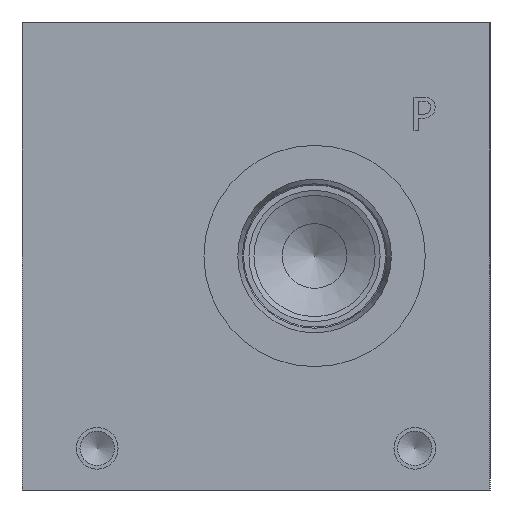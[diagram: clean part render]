
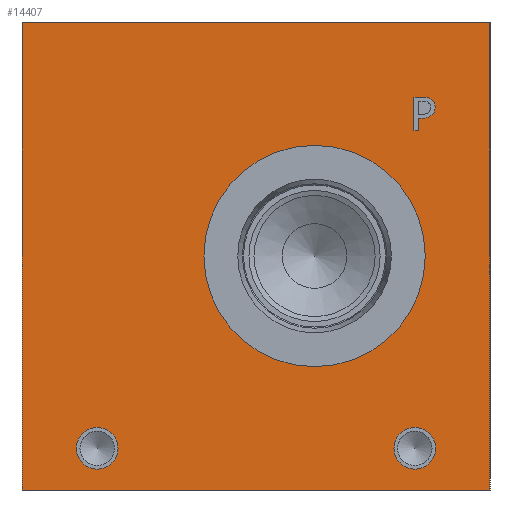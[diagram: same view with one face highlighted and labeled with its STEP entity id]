
A CAD part, left-side view. The second image highlights one B-rep face of the part: STEP entity #14407.
In plain terms, the highlighted planar face has unit normal (-1, 0, 0).
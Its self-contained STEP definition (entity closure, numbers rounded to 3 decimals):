
#192=CIRCLE('',#15197,3.962);
#193=CIRCLE('',#15198,3.962);
#194=CIRCLE('',#15199,3.962);
#195=CIRCLE('',#15200,3.962);
#196=CIRCLE('',#15201,21.019);
#197=CIRCLE('',#15202,21.019);
#579=FACE_BOUND('',#2160,.T.);
#580=FACE_BOUND('',#2161,.T.);
#581=FACE_BOUND('',#2162,.T.);
#582=FACE_BOUND('',#2163,.T.);
#712=B_SPLINE_CURVE_WITH_KNOTS('',2,(#19498,#19499,#19500,#19501),
 .UNSPECIFIED.,.F.,.F.,(3,1,3),(0.,1.,2.),.UNSPECIFIED.);
#714=B_SPLINE_CURVE_WITH_KNOTS('',2,(#19519,#19520,#19521,#19522),
 .UNSPECIFIED.,.F.,.F.,(3,1,3),(0.,1.,2.),.UNSPECIFIED.);
#716=B_SPLINE_CURVE_WITH_KNOTS('',2,(#19568,#19569,#19570,#19571),
 .UNSPECIFIED.,.F.,.F.,(3,1,3),(0.,1.,2.),.UNSPECIFIED.);
#718=B_SPLINE_CURVE_WITH_KNOTS('',2,(#19586,#19587,#19588,#19589),
 .UNSPECIFIED.,.F.,.F.,(3,1,3),(0.,1.,2.),.UNSPECIFIED.);
#1375=FACE_OUTER_BOUND('',#2159,.T.);
#2159=EDGE_LOOP('',(#9334,#9335,#9336,#9337));
#2160=EDGE_LOOP('',(#9338,#9339));
#2161=EDGE_LOOP('',(#9340,#9341));
#2162=EDGE_LOOP('',(#9342,#9343));
#2163=EDGE_LOOP('',(#9344,#9345,#9346,#9347,#9348,#9349,#9350,#9351,#9352));
#3081=LINE('',#19531,#4380);
#3084=LINE('',#19537,#4383);
#3087=LINE('',#19543,#4386);
#3090=LINE('',#19549,#4389);
#3093=LINE('',#19555,#4392);
#3097=LINE('',#19598,#4396);
#3098=LINE('',#19600,#4397);
#3099=LINE('',#19602,#4398);
#3100=LINE('',#19603,#4399);
#4380=VECTOR('',#16201,10.);
#4383=VECTOR('',#16206,10.);
#4386=VECTOR('',#16211,10.);
#4389=VECTOR('',#16216,10.);
#4392=VECTOR('',#16221,10.);
#4396=VECTOR('',#16229,10.);
#4397=VECTOR('',#16230,10.);
#4398=VECTOR('',#16231,10.);
#4399=VECTOR('',#16232,10.);
#5669=VERTEX_POINT('',#19496);
#5670=VERTEX_POINT('',#19497);
#5673=VERTEX_POINT('',#19518);
#5675=VERTEX_POINT('',#19530);
#5677=VERTEX_POINT('',#19536);
#5679=VERTEX_POINT('',#19542);
#5681=VERTEX_POINT('',#19548);
#5683=VERTEX_POINT('',#19554);
#5685=VERTEX_POINT('',#19567);
#5687=VERTEX_POINT('',#19596);
#5688=VERTEX_POINT('',#19597);
#5689=VERTEX_POINT('',#19599);
#5690=VERTEX_POINT('',#19601);
#5691=VERTEX_POINT('',#19604);
#5692=VERTEX_POINT('',#19605);
#5693=VERTEX_POINT('',#19608);
#5694=VERTEX_POINT('',#19609);
#5695=VERTEX_POINT('',#19612);
#5696=VERTEX_POINT('',#19613);
#7143=EDGE_CURVE('',#5669,#5670,#712,.T.);
#7147=EDGE_CURVE('',#5673,#5669,#714,.T.);
#7150=EDGE_CURVE('',#5675,#5673,#3081,.T.);
#7153=EDGE_CURVE('',#5677,#5675,#3084,.T.);
#7156=EDGE_CURVE('',#5679,#5677,#3087,.T.);
#7159=EDGE_CURVE('',#5681,#5679,#3090,.T.);
#7162=EDGE_CURVE('',#5683,#5681,#3093,.T.);
#7165=EDGE_CURVE('',#5685,#5683,#716,.T.);
#7168=EDGE_CURVE('',#5670,#5685,#718,.T.);
#7170=EDGE_CURVE('',#5687,#5688,#3097,.T.);
#7171=EDGE_CURVE('',#5688,#5689,#3098,.T.);
#7172=EDGE_CURVE('',#5690,#5689,#3099,.T.);
#7173=EDGE_CURVE('',#5687,#5690,#3100,.T.);
#7174=EDGE_CURVE('',#5691,#5692,#192,.T.);
#7175=EDGE_CURVE('',#5692,#5691,#193,.T.);
#7176=EDGE_CURVE('',#5693,#5694,#194,.T.);
#7177=EDGE_CURVE('',#5694,#5693,#195,.T.);
#7178=EDGE_CURVE('',#5695,#5696,#196,.T.);
#7179=EDGE_CURVE('',#5696,#5695,#197,.T.);
#9334=ORIENTED_EDGE('',*,*,#7170,.T.);
#9335=ORIENTED_EDGE('',*,*,#7171,.T.);
#9336=ORIENTED_EDGE('',*,*,#7172,.F.);
#9337=ORIENTED_EDGE('',*,*,#7173,.F.);
#9338=ORIENTED_EDGE('',*,*,#7174,.T.);
#9339=ORIENTED_EDGE('',*,*,#7175,.T.);
#9340=ORIENTED_EDGE('',*,*,#7176,.T.);
#9341=ORIENTED_EDGE('',*,*,#7177,.T.);
#9342=ORIENTED_EDGE('',*,*,#7178,.T.);
#9343=ORIENTED_EDGE('',*,*,#7179,.T.);
#9344=ORIENTED_EDGE('',*,*,#7143,.T.);
#9345=ORIENTED_EDGE('',*,*,#7168,.T.);
#9346=ORIENTED_EDGE('',*,*,#7165,.T.);
#9347=ORIENTED_EDGE('',*,*,#7162,.T.);
#9348=ORIENTED_EDGE('',*,*,#7159,.T.);
#9349=ORIENTED_EDGE('',*,*,#7156,.T.);
#9350=ORIENTED_EDGE('',*,*,#7153,.T.);
#9351=ORIENTED_EDGE('',*,*,#7150,.T.);
#9352=ORIENTED_EDGE('',*,*,#7147,.T.);
#13464=PLANE('',#15196);
#14407=ADVANCED_FACE('',(#1375,#579,#580,#581,#582),#13464,.T.);
#15196=AXIS2_PLACEMENT_3D('',#19595,#16227,#16228);
#15197=AXIS2_PLACEMENT_3D('',#19606,#16233,#16234);
#15198=AXIS2_PLACEMENT_3D('',#19607,#16235,#16236);
#15199=AXIS2_PLACEMENT_3D('',#19610,#16237,#16238);
#15200=AXIS2_PLACEMENT_3D('',#19611,#16239,#16240);
#15201=AXIS2_PLACEMENT_3D('',#19614,#16241,#16242);
#15202=AXIS2_PLACEMENT_3D('',#19615,#16243,#16244);
#16201=DIRECTION('',(0.,-1.,0.));
#16206=DIRECTION('',(0.,0.,1.));
#16211=DIRECTION('',(0.,1.,0.));
#16216=DIRECTION('',(0.,0.,-1.));
#16221=DIRECTION('',(0.,1.,0.));
#16227=DIRECTION('center_axis',(-1.,0.,0.));
#16228=DIRECTION('ref_axis',(0.,-1.,0.));
#16229=DIRECTION('',(0.,-1.,0.));
#16230=DIRECTION('',(0.,0.,1.));
#16231=DIRECTION('',(0.,-1.,0.));
#16232=DIRECTION('',(0.,0.,1.));
#16233=DIRECTION('center_axis',(1.,0.,0.));
#16234=DIRECTION('ref_axis',(0.,1.,0.));
#16235=DIRECTION('center_axis',(1.,0.,0.));
#16236=DIRECTION('ref_axis',(0.,1.,0.));
#16237=DIRECTION('center_axis',(1.,0.,0.));
#16238=DIRECTION('ref_axis',(0.,1.,0.));
#16239=DIRECTION('center_axis',(1.,0.,0.));
#16240=DIRECTION('ref_axis',(0.,1.,0.));
#16241=DIRECTION('center_axis',(1.,0.,0.));
#16242=DIRECTION('ref_axis',(0.,0.,1.));
#16243=DIRECTION('center_axis',(1.,0.,0.));
#16244=DIRECTION('ref_axis',(0.,0.,1.));
#19496=CARTESIAN_POINT('',(0.,11.181,74.216));
#19497=CARTESIAN_POINT('',(0.,10.424,72.698));
#19498=CARTESIAN_POINT('Ctrl Pts',(0.,11.181,74.216));
#19499=CARTESIAN_POINT('Ctrl Pts',(0.,10.826,73.974));
#19500=CARTESIAN_POINT('Ctrl Pts',(0.,10.424,73.228));
#19501=CARTESIAN_POINT('Ctrl Pts',(0.,10.424,72.698));
#19518=CARTESIAN_POINT('',(0.,12.843,74.612));
#19519=CARTESIAN_POINT('Ctrl Pts',(0.,12.843,74.612));
#19520=CARTESIAN_POINT('Ctrl Pts',(0.,12.277,74.612));
#19521=CARTESIAN_POINT('Ctrl Pts',(0.,11.484,74.427));
#19522=CARTESIAN_POINT('Ctrl Pts',(0.,11.181,74.216));
#19530=CARTESIAN_POINT('',(0.,14.438,74.612));
#19531=CARTESIAN_POINT('',(0.,51.669,74.612));
#19536=CARTESIAN_POINT('',(0.,14.438,68.263));
#19537=CARTESIAN_POINT('',(0.,14.438,34.131));
#19542=CARTESIAN_POINT('',(0.,13.594,68.263));
#19543=CARTESIAN_POINT('',(0.,51.247,68.263));
#19548=CARTESIAN_POINT('',(0.,13.594,70.63));
#19549=CARTESIAN_POINT('',(0.,13.594,35.315));
#19554=CARTESIAN_POINT('',(0.,12.879,70.63));
#19555=CARTESIAN_POINT('',(0.,50.889,70.63));
#19567=CARTESIAN_POINT('',(0.,10.98,71.288));
#19568=CARTESIAN_POINT('Ctrl Pts',(0.,10.98,71.288));
#19569=CARTESIAN_POINT('Ctrl Pts',(0.,11.309,70.964));
#19570=CARTESIAN_POINT('Ctrl Pts',(0.,12.2,70.63));
#19571=CARTESIAN_POINT('Ctrl Pts',(0.,12.879,70.63));
#19586=CARTESIAN_POINT('Ctrl Pts',(0.,10.424,72.698));
#19587=CARTESIAN_POINT('Ctrl Pts',(0.,10.424,72.287));
#19588=CARTESIAN_POINT('Ctrl Pts',(0.,10.718,71.546));
#19589=CARTESIAN_POINT('Ctrl Pts',(0.,10.98,71.288));
#19595=CARTESIAN_POINT('Origin',(0.,88.9,0.));
#19596=CARTESIAN_POINT('',(0.,88.9,0.));
#19597=CARTESIAN_POINT('',(0.,0.,0.));
#19598=CARTESIAN_POINT('',(0.,88.9,0.));
#19599=CARTESIAN_POINT('',(0.,0.,88.9));
#19600=CARTESIAN_POINT('',(0.,0.,0.));
#19601=CARTESIAN_POINT('',(0.,88.9,88.9));
#19602=CARTESIAN_POINT('',(0.,88.9,88.9));
#19603=CARTESIAN_POINT('',(0.,88.9,0.));
#19604=CARTESIAN_POINT('',(0.,18.237,7.925));
#19605=CARTESIAN_POINT('',(0.,10.312,7.925));
#19606=CARTESIAN_POINT('Origin',(0.,14.275,7.925));
#19607=CARTESIAN_POINT('Origin',(0.,14.275,7.925));
#19608=CARTESIAN_POINT('',(0.,78.588,7.925));
#19609=CARTESIAN_POINT('',(0.,70.663,7.925));
#19610=CARTESIAN_POINT('Origin',(0.,74.625,7.925));
#19611=CARTESIAN_POINT('Origin',(0.,74.625,7.925));
#19612=CARTESIAN_POINT('',(0.,33.325,65.469));
#19613=CARTESIAN_POINT('',(0.,33.325,23.432));
#19614=CARTESIAN_POINT('Origin',(0.,33.325,44.45));
#19615=CARTESIAN_POINT('Origin',(0.,33.325,44.45));
